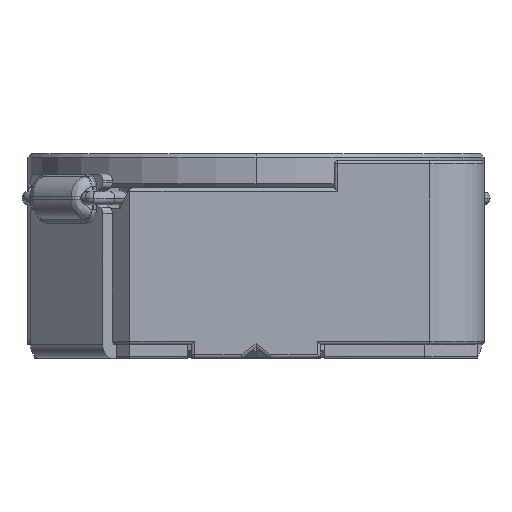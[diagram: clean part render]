
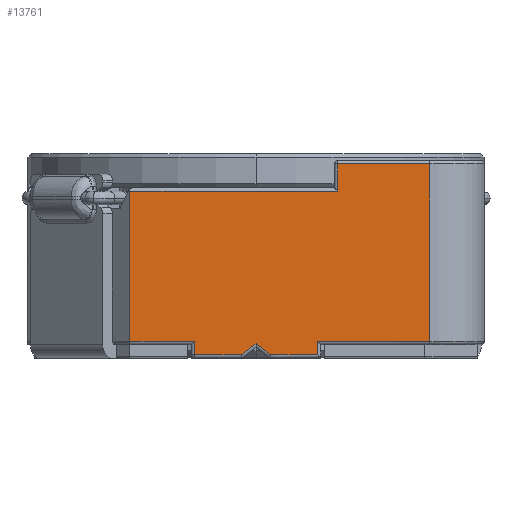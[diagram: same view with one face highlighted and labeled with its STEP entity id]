
A CAD part, left-side view. The second image highlights one B-rep face of the part: STEP entity #13761.
In plain terms, the highlighted planar face has unit normal (-1, 0, 0).
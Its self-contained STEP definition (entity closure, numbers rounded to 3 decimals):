
#33 = DIRECTION ( 'NONE',  ( 0., 0., -1. ) ) ;
#189 = EDGE_CURVE ( 'NONE', #4293, #5748, #2729, .T. ) ;
#370 = DIRECTION ( 'NONE',  ( 0., 0., -1. ) ) ;
#429 = VECTOR ( 'NONE', #9627, 1000. ) ;
#545 = LINE ( 'NONE', #5059, #5151 ) ;
#571 = CARTESIAN_POINT ( 'NONE',  ( -3.35, -2.55, 0.25 ) ) ;
#669 = CARTESIAN_POINT ( 'NONE',  ( -3.35, 1.85, 0.25 ) ) ;
#714 = ORIENTED_EDGE ( 'NONE', *, *, #14040, .T. ) ;
#734 = VERTEX_POINT ( 'NONE', #11330 ) ;
#868 = FACE_OUTER_BOUND ( 'NONE', #1578, .T. ) ;
#1021 = EDGE_CURVE ( 'NONE', #5109, #11394, #13388, .T. ) ;
#1136 = DIRECTION ( 'NONE',  ( 0., -1., 0. ) ) ;
#1307 = LINE ( 'NONE', #4578, #12789 ) ;
#1354 = VERTEX_POINT ( 'NONE', #7013 ) ;
#1519 = CARTESIAN_POINT ( 'NONE',  ( -3.35, 1.85, 2.9 ) ) ;
#1578 = EDGE_LOOP ( 'NONE', ( #714, #14231, #1839, #3545, #4738, #7577, #4201, #7301, #5522, #7283, #2304, #1701, #13102 ) ) ;
#1635 = EDGE_CURVE ( 'NONE', #2940, #4293, #3315, .T. ) ;
#1701 = ORIENTED_EDGE ( 'NONE', *, *, #10199, .T. ) ;
#1839 = ORIENTED_EDGE ( 'NONE', *, *, #6713, .F. ) ;
#1874 = DIRECTION ( 'NONE',  ( 0., 0., -1. ) ) ;
#2122 = CARTESIAN_POINT ( 'NONE',  ( -3.35, 0.95, 0.25 ) ) ;
#2304 = ORIENTED_EDGE ( 'NONE', *, *, #8673, .T. ) ;
#2308 = CARTESIAN_POINT ( 'NONE',  ( -3.35, -1.2, 2.85 ) ) ;
#2717 = CARTESIAN_POINT ( 'NONE',  ( -3.35, -0.9, 0.25 ) ) ;
#2729 = LINE ( 'NONE', #3757, #9577 ) ;
#2940 = VERTEX_POINT ( 'NONE', #2308 ) ;
#3075 = LINE ( 'NONE', #13225, #4483 ) ;
#3315 = LINE ( 'NONE', #10277, #7362 ) ;
#3401 = CARTESIAN_POINT ( 'NONE',  ( -3.35, 1.85, 2.9 ) ) ;
#3515 = AXIS2_PLACEMENT_3D ( 'NONE', #3401, #5669, #13547 ) ;
#3545 = ORIENTED_EDGE ( 'NONE', *, *, #4189, .T. ) ;
#3554 = VECTOR ( 'NONE', #1136, 1000. ) ;
#3747 = CARTESIAN_POINT ( 'NONE',  ( -3.35, 1.85, 2.45 ) ) ;
#3757 = CARTESIAN_POINT ( 'NONE',  ( -3.35, 1.85, 2.45 ) ) ;
#4189 = EDGE_CURVE ( 'NONE', #11878, #2940, #12497, .T. ) ;
#4199 = VECTOR ( 'NONE', #10994, 1000. ) ;
#4201 = ORIENTED_EDGE ( 'NONE', *, *, #4709, .T. ) ;
#4215 = PLANE ( 'NONE',  #3515 ) ;
#4293 = VERTEX_POINT ( 'NONE', #9398 ) ;
#4437 = CARTESIAN_POINT ( 'NONE',  ( -3.35, -0.217, 0.05 ) ) ;
#4483 = VECTOR ( 'NONE', #1874, 1000. ) ;
#4578 = CARTESIAN_POINT ( 'NONE',  ( -3.35, 2.474, 2.068 ) ) ;
#4633 = DIRECTION ( 'NONE',  ( 0., 0., -1. ) ) ;
#4648 = DIRECTION ( 'NONE',  ( 0., -0.8, -0.6 ) ) ;
#4709 = EDGE_CURVE ( 'NONE', #5748, #5109, #9264, .T. ) ;
#4738 = ORIENTED_EDGE ( 'NONE', *, *, #1635, .T. ) ;
#5059 = CARTESIAN_POINT ( 'NONE',  ( -3.35, -0.95, 0.05 ) ) ;
#5109 = VERTEX_POINT ( 'NONE', #669 ) ;
#5151 = VECTOR ( 'NONE', #9688, 1000. ) ;
#5274 = CARTESIAN_POINT ( 'NONE',  ( -3.35, 0.2, 0.05 ) ) ;
#5522 = ORIENTED_EDGE ( 'NONE', *, *, #14516, .T. ) ;
#5537 = VECTOR ( 'NONE', #6868, 1000. ) ;
#5669 = DIRECTION ( 'NONE',  ( 1., 0., 0. ) ) ;
#5748 = VERTEX_POINT ( 'NONE', #3747 ) ;
#5772 = VERTEX_POINT ( 'NONE', #2717 ) ;
#6204 = VECTOR ( 'NONE', #6872, 1000. ) ;
#6713 = EDGE_CURVE ( 'NONE', #11878, #1354, #12681, .T. ) ;
#6868 = DIRECTION ( 'NONE',  ( 0., 1., 0. ) ) ;
#6872 = DIRECTION ( 'NONE',  ( 0., -0.8, 0.6 ) ) ;
#7013 = CARTESIAN_POINT ( 'NONE',  ( -3.35, -2.55, 0.25 ) ) ;
#7283 = ORIENTED_EDGE ( 'NONE', *, *, #10528, .T. ) ;
#7301 = ORIENTED_EDGE ( 'NONE', *, *, #1021, .T. ) ;
#7362 = VECTOR ( 'NONE', #33, 1000. ) ;
#7439 = CARTESIAN_POINT ( 'NONE',  ( -3.35, 0., 0.212 ) ) ;
#7577 = ORIENTED_EDGE ( 'NONE', *, *, #189, .T. ) ;
#7909 = CARTESIAN_POINT ( 'NONE',  ( -3.35, 0.217, 0.05 ) ) ;
#8076 = CARTESIAN_POINT ( 'NONE',  ( -3.35, -0.106, 0.292 ) ) ;
#8301 = DIRECTION ( 'NONE',  ( 0., 1., 0. ) ) ;
#8464 = DIRECTION ( 'NONE',  ( 0., -1., 0. ) ) ;
#8673 = EDGE_CURVE ( 'NONE', #14146, #12234, #11054, .T. ) ;
#8976 = CARTESIAN_POINT ( 'NONE',  ( -3.35, 0.9, 0.25 ) ) ;
#9264 = LINE ( 'NONE', #1519, #13669 ) ;
#9335 = CARTESIAN_POINT ( 'NONE',  ( -3.35, 1.85, 2.85 ) ) ;
#9398 = CARTESIAN_POINT ( 'NONE',  ( -3.35, -1.2, 2.45 ) ) ;
#9577 = VECTOR ( 'NONE', #8301, 1000. ) ;
#9627 = DIRECTION ( 'NONE',  ( 0., 0., 1. ) ) ;
#9688 = DIRECTION ( 'NONE',  ( 0., -1., 0. ) ) ;
#10199 = EDGE_CURVE ( 'NONE', #12234, #12772, #1307, .T. ) ;
#10277 = CARTESIAN_POINT ( 'NONE',  ( -3.35, -1.2, 2.9 ) ) ;
#10528 = EDGE_CURVE ( 'NONE', #734, #14146, #12110, .T. ) ;
#10542 = CARTESIAN_POINT ( 'NONE',  ( -3.35, -2.55, 2.9 ) ) ;
#10994 = DIRECTION ( 'NONE',  ( 0., -1., 0. ) ) ;
#11054 = LINE ( 'NONE', #8076, #6204 ) ;
#11330 = CARTESIAN_POINT ( 'NONE',  ( -3.35, 0.9, 0.05 ) ) ;
#11376 = CARTESIAN_POINT ( 'NONE',  ( -3.35, -2.55, 2.85 ) ) ;
#11394 = VERTEX_POINT ( 'NONE', #8976 ) ;
#11670 = VERTEX_POINT ( 'NONE', #14422 ) ;
#11700 = LINE ( 'NONE', #571, #14660 ) ;
#11878 = VERTEX_POINT ( 'NONE', #11376 ) ;
#11971 = EDGE_CURVE ( 'NONE', #12772, #11670, #545, .T. ) ;
#12110 = LINE ( 'NONE', #5274, #4199 ) ;
#12234 = VERTEX_POINT ( 'NONE', #7439 ) ;
#12497 = LINE ( 'NONE', #9335, #5537 ) ;
#12681 = LINE ( 'NONE', #10542, #14150 ) ;
#12772 = VERTEX_POINT ( 'NONE', #4437 ) ;
#12789 = VECTOR ( 'NONE', #4648, 1000. ) ;
#12943 = EDGE_CURVE ( 'NONE', #5772, #1354, #11700, .T. ) ;
#13102 = ORIENTED_EDGE ( 'NONE', *, *, #11971, .T. ) ;
#13170 = CARTESIAN_POINT ( 'NONE',  ( -3.35, -0.9, 2.9 ) ) ;
#13225 = CARTESIAN_POINT ( 'NONE',  ( -3.35, 0.9, 2.9 ) ) ;
#13388 = LINE ( 'NONE', #2122, #3554 ) ;
#13547 = DIRECTION ( 'NONE',  ( 0., 1., 0. ) ) ;
#13669 = VECTOR ( 'NONE', #4633, 1000. ) ;
#13761 = ADVANCED_FACE ( 'NONE', ( #868 ), #4215, .F. ) ;
#14040 = EDGE_CURVE ( 'NONE', #11670, #5772, #14273, .T. ) ;
#14146 = VERTEX_POINT ( 'NONE', #7909 ) ;
#14150 = VECTOR ( 'NONE', #370, 1000. ) ;
#14231 = ORIENTED_EDGE ( 'NONE', *, *, #12943, .T. ) ;
#14273 = LINE ( 'NONE', #13170, #429 ) ;
#14422 = CARTESIAN_POINT ( 'NONE',  ( -3.35, -0.9, 0.05 ) ) ;
#14516 = EDGE_CURVE ( 'NONE', #11394, #734, #3075, .T. ) ;
#14660 = VECTOR ( 'NONE', #8464, 1000. ) ;
